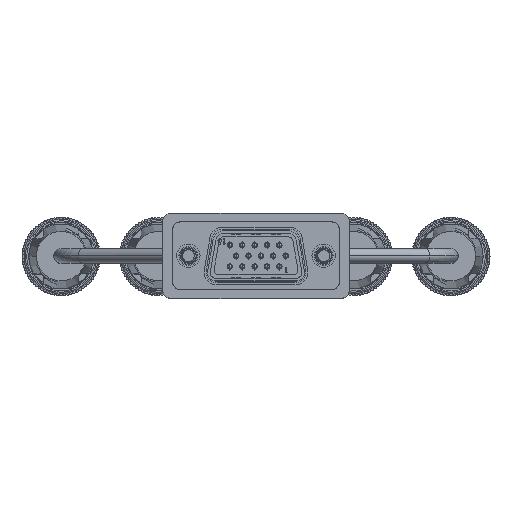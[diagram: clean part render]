
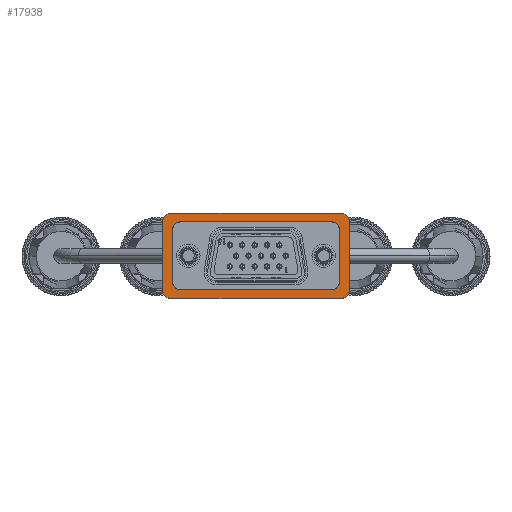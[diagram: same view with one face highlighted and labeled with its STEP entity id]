
A CAD part, top view. The second image highlights one B-rep face of the part: STEP entity #17938.
In plain terms, the highlighted face is planar.
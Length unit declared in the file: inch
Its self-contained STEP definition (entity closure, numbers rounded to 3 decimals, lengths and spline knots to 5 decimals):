
#17004 = VERTEX_POINT ( 'NONE', #23325 ) ;
#17008 = EDGE_CURVE ( 'NONE', #17010, #17004, #23314, .T. ) ;
#17010 = VERTEX_POINT ( 'NONE', #23453 ) ;
#17103 = EDGE_CURVE ( 'NONE', #17127, #17148, #23671, .T. ) ;
#17127 = VERTEX_POINT ( 'NONE', #23601 ) ;
#17132 = EDGE_CURVE ( 'NONE', #17127, #17004, #23743, .T. ) ;
#17148 = VERTEX_POINT ( 'NONE', #23700 ) ;
#17520 = VERTEX_POINT ( 'NONE', #24597 ) ;
#17524 = EDGE_CURVE ( 'NONE', #17558, #17520, #24591, .T. ) ;
#17531 = VERTEX_POINT ( 'NONE', #24557 ) ;
#17558 = VERTEX_POINT ( 'NONE', #24631 ) ;
#17628 = EDGE_CURVE ( 'NONE', #17531, #17558, #24914, .T. ) ;
#17642 = EDGE_CURVE ( 'NONE', #17644, #17531, #24867, .T. ) ;
#17644 = VERTEX_POINT ( 'NONE', #25006 ) ;
#17762 = EDGE_CURVE ( 'NONE', #17520, #17010, #25202, .T. ) ;
#17779 = EDGE_LOOP ( 'NONE', ( #17781, #17891, #17897, #17903, #17909, #17915, #17878, #17881 ) ) ;
#17781 = ORIENTED_EDGE ( 'NONE', *, *, #17783, .F. ) ;
#17783 = EDGE_CURVE ( 'NONE', #17785, #17889, #25353, .T. ) ;
#17785 = VERTEX_POINT ( 'NONE', #25343 ) ;
#17810 = EDGE_CURVE ( 'NONE', #17644, #17148, #25284, .T. ) ;
#17876 = VERTEX_POINT ( 'NONE', #25557 ) ;
#17878 = ORIENTED_EDGE ( 'NONE', *, *, #17879, .F. ) ;
#17879 = EDGE_CURVE ( 'NONE', #17880, #17876, #25547, .T. ) ;
#17880 = VERTEX_POINT ( 'NONE', #25539 ) ;
#17881 = ORIENTED_EDGE ( 'NONE', *, *, #17882, .F. ) ;
#17882 = EDGE_CURVE ( 'NONE', #17889, #17880, #25522, .T. ) ;
#17883 = EDGE_LOOP ( 'NONE', ( #17884, #17885, #17886, #17887, #17999, #18000, #18001, #18003 ) ) ;
#17884 = ORIENTED_EDGE ( 'NONE', *, *, #17132, .F. ) ;
#17885 = ORIENTED_EDGE ( 'NONE', *, *, #17103, .T. ) ;
#17886 = ORIENTED_EDGE ( 'NONE', *, *, #17810, .F. ) ;
#17887 = ORIENTED_EDGE ( 'NONE', *, *, #17642, .T. ) ;
#17889 = VERTEX_POINT ( 'NONE', #25509 ) ;
#17891 = ORIENTED_EDGE ( 'NONE', *, *, #17892, .F. ) ;
#17892 = EDGE_CURVE ( 'NONE', #17895, #17785, #25507, .T. ) ;
#17895 = VERTEX_POINT ( 'NONE', #25696 ) ;
#17897 = ORIENTED_EDGE ( 'NONE', *, *, #17899, .F. ) ;
#17899 = EDGE_CURVE ( 'NONE', #17901, #17895, #25688, .T. ) ;
#17901 = VERTEX_POINT ( 'NONE', #25680 ) ;
#17903 = ORIENTED_EDGE ( 'NONE', *, *, #17905, .F. ) ;
#17905 = EDGE_CURVE ( 'NONE', #17907, #17901, #25673, .T. ) ;
#17907 = VERTEX_POINT ( 'NONE', #25665 ) ;
#17909 = ORIENTED_EDGE ( 'NONE', *, *, #17911, .F. ) ;
#17911 = EDGE_CURVE ( 'NONE', #17913, #17907, #25659, .T. ) ;
#17913 = VERTEX_POINT ( 'NONE', #25652 ) ;
#17915 = ORIENTED_EDGE ( 'NONE', *, *, #17917, .F. ) ;
#17917 = EDGE_CURVE ( 'NONE', #17876, #17913, #25639, .T. ) ;
#17938 = ADVANCED_FACE ( 'NONE', ( #25786, #25785 ), #25783, .F. ) ;
#17999 = ORIENTED_EDGE ( 'NONE', *, *, #17628, .T. ) ;
#18000 = ORIENTED_EDGE ( 'NONE', *, *, #17524, .T. ) ;
#18001 = ORIENTED_EDGE ( 'NONE', *, *, #17762, .T. ) ;
#18003 = ORIENTED_EDGE ( 'NONE', *, *, #17008, .T. ) ;
#23308 = DIRECTION ( 'NONE',  ( 1., 0., 0. ) ) ;
#23309 = DIRECTION ( 'NONE',  ( 0., 0., -1. ) ) ;
#23311 = CARTESIAN_POINT ( 'NONE',  ( -0.6185, -0.2485, -0.6975 ) ) ;
#23313 = AXIS2_PLACEMENT_3D ( 'NONE', #23311, #23309, #23308 ) ;
#23314 = CIRCLE ( 'NONE', #23313, 0.06 ) ;
#23325 = CARTESIAN_POINT ( 'NONE',  ( -0.6785, -0.2485, -0.6975 ) ) ;
#23453 = CARTESIAN_POINT ( 'NONE',  ( -0.6185, -0.3085, -0.6975 ) ) ;
#23535 = CARTESIAN_POINT ( 'NONE',  ( -0.6185, 0.2485, -0.6975 ) ) ;
#23601 = CARTESIAN_POINT ( 'NONE',  ( -0.6785, 0.2485, -0.6975 ) ) ;
#23667 = DIRECTION ( 'NONE',  ( 1., 0., 0. ) ) ;
#23669 = DIRECTION ( 'NONE',  ( 0., 0., -1. ) ) ;
#23670 = AXIS2_PLACEMENT_3D ( 'NONE', #23535, #23669, #23667 ) ;
#23671 = CIRCLE ( 'NONE', #23670, 0.06 ) ;
#23700 = CARTESIAN_POINT ( 'NONE',  ( -0.6185, 0.3085, -0.6975 ) ) ;
#23738 = DIRECTION ( 'NONE',  ( 0., -1., 0. ) ) ;
#23740 = VECTOR ( 'NONE', #23738, 39.37008 ) ;
#23741 = CARTESIAN_POINT ( 'NONE',  ( -0.6785, 0.3085, -0.6975 ) ) ;
#23743 = LINE ( 'NONE', #23741, #23740 ) ;
#24557 = CARTESIAN_POINT ( 'NONE',  ( 0.6785, 0.2485, -0.6975 ) ) ;
#24584 = DIRECTION ( 'NONE',  ( 1., 0., 0. ) ) ;
#24586 = DIRECTION ( 'NONE',  ( 0., 0., -1. ) ) ;
#24588 = CARTESIAN_POINT ( 'NONE',  ( 0.6185, -0.2485, -0.6975 ) ) ;
#24589 = AXIS2_PLACEMENT_3D ( 'NONE', #24588, #24586, #24584 ) ;
#24591 = CIRCLE ( 'NONE', #24589, 0.06 ) ;
#24597 = CARTESIAN_POINT ( 'NONE',  ( 0.6185, -0.3085, -0.6975 ) ) ;
#24631 = CARTESIAN_POINT ( 'NONE',  ( 0.6785, -0.2485, -0.6975 ) ) ;
#24860 = DIRECTION ( 'NONE',  ( 1., 0., 0. ) ) ;
#24862 = DIRECTION ( 'NONE',  ( 0., 0., -1. ) ) ;
#24864 = CARTESIAN_POINT ( 'NONE',  ( 0.6185, 0.2485, -0.6975 ) ) ;
#24865 = AXIS2_PLACEMENT_3D ( 'NONE', #24864, #24862, #24860 ) ;
#24867 = CIRCLE ( 'NONE', #24865, 0.06 ) ;
#24901 = DIRECTION ( 'NONE',  ( 0., -1., 0. ) ) ;
#24903 = VECTOR ( 'NONE', #24901, 39.37008 ) ;
#24905 = CARTESIAN_POINT ( 'NONE',  ( 0.6785, 0.3085, -0.6975 ) ) ;
#24914 = LINE ( 'NONE', #24905, #24903 ) ;
#25006 = CARTESIAN_POINT ( 'NONE',  ( 0.6185, 0.3085, -0.6975 ) ) ;
#25193 = DIRECTION ( 'NONE',  ( -1., 0., 0. ) ) ;
#25195 = VECTOR ( 'NONE', #25193, 39.37008 ) ;
#25199 = CARTESIAN_POINT ( 'NONE',  ( -0.6785, -0.3085, -0.6975 ) ) ;
#25202 = LINE ( 'NONE', #25199, #25195 ) ;
#25284 = LINE ( 'NONE', #25503, #25502 ) ;
#25343 = CARTESIAN_POINT ( 'NONE',  ( 0.6075, 0.188, -0.6975 ) ) ;
#25347 = DIRECTION ( 'NONE',  ( 0., -1., 0. ) ) ;
#25349 = VECTOR ( 'NONE', #25347, 39.37008 ) ;
#25351 = CARTESIAN_POINT ( 'NONE',  ( 0.6075, 0.188, -0.6975 ) ) ;
#25353 = LINE ( 'NONE', #25351, #25349 ) ;
#25500 = DIRECTION ( 'NONE',  ( -1., 0., 0. ) ) ;
#25502 = VECTOR ( 'NONE', #25500, 39.37008 ) ;
#25503 = CARTESIAN_POINT ( 'NONE',  ( -0.6785, 0.3085, -0.6975 ) ) ;
#25507 = CIRCLE ( 'NONE', #25705, 0.06 ) ;
#25509 = CARTESIAN_POINT ( 'NONE',  ( 0.6075, -0.188, -0.6975 ) ) ;
#25512 = DIRECTION ( 'NONE',  ( 1., 0., 0. ) ) ;
#25514 = DIRECTION ( 'NONE',  ( 0., 0., -1. ) ) ;
#25517 = CARTESIAN_POINT ( 'NONE',  ( 0.5475, -0.188, -0.6975 ) ) ;
#25520 = AXIS2_PLACEMENT_3D ( 'NONE', #25517, #25514, #25512 ) ;
#25522 = CIRCLE ( 'NONE', #25520, 0.06 ) ;
#25539 = CARTESIAN_POINT ( 'NONE',  ( 0.5475, -0.248, -0.6975 ) ) ;
#25542 = DIRECTION ( 'NONE',  ( -1., 0., 0. ) ) ;
#25543 = VECTOR ( 'NONE', #25542, 39.37008 ) ;
#25545 = CARTESIAN_POINT ( 'NONE',  ( 0.5475, -0.248, -0.6975 ) ) ;
#25547 = LINE ( 'NONE', #25545, #25543 ) ;
#25557 = CARTESIAN_POINT ( 'NONE',  ( -0.5475, -0.248, -0.6975 ) ) ;
#25628 = DIRECTION ( 'NONE',  ( 1., 0., 0. ) ) ;
#25632 = DIRECTION ( 'NONE',  ( 0., 0., -1. ) ) ;
#25634 = CARTESIAN_POINT ( 'NONE',  ( -0.5475, -0.188, -0.6975 ) ) ;
#25637 = AXIS2_PLACEMENT_3D ( 'NONE', #25634, #25632, #25628 ) ;
#25639 = CIRCLE ( 'NONE', #25637, 0.06 ) ;
#25652 = CARTESIAN_POINT ( 'NONE',  ( -0.6075, -0.188, -0.6975 ) ) ;
#25655 = DIRECTION ( 'NONE',  ( 0., 1., 0. ) ) ;
#25657 = VECTOR ( 'NONE', #25655, 39.37008 ) ;
#25658 = CARTESIAN_POINT ( 'NONE',  ( -0.6075, 0.188, -0.6975 ) ) ;
#25659 = LINE ( 'NONE', #25658, #25657 ) ;
#25665 = CARTESIAN_POINT ( 'NONE',  ( -0.6075, 0.188, -0.6975 ) ) ;
#25667 = DIRECTION ( 'NONE',  ( -1., 0., 0. ) ) ;
#25669 = DIRECTION ( 'NONE',  ( 0., 0., -1. ) ) ;
#25670 = CARTESIAN_POINT ( 'NONE',  ( -0.5475, 0.188, -0.6975 ) ) ;
#25671 = AXIS2_PLACEMENT_3D ( 'NONE', #25670, #25669, #25667 ) ;
#25673 = CIRCLE ( 'NONE', #25671, 0.06 ) ;
#25680 = CARTESIAN_POINT ( 'NONE',  ( -0.5475, 0.248, -0.6975 ) ) ;
#25683 = DIRECTION ( 'NONE',  ( 1., 0., 0. ) ) ;
#25685 = VECTOR ( 'NONE', #25683, 39.37008 ) ;
#25687 = CARTESIAN_POINT ( 'NONE',  ( 0.5475, 0.248, -0.6975 ) ) ;
#25688 = LINE ( 'NONE', #25687, #25685 ) ;
#25696 = CARTESIAN_POINT ( 'NONE',  ( 0.5475, 0.248, -0.6975 ) ) ;
#25699 = DIRECTION ( 'NONE',  ( 1., 0., 0. ) ) ;
#25701 = DIRECTION ( 'NONE',  ( 0., 0., -1. ) ) ;
#25703 = CARTESIAN_POINT ( 'NONE',  ( 0.5475, 0.188, -0.6975 ) ) ;
#25705 = AXIS2_PLACEMENT_3D ( 'NONE', #25703, #25701, #25699 ) ;
#25772 = DIRECTION ( 'NONE',  ( 1., 0., 0. ) ) ;
#25774 = DIRECTION ( 'NONE',  ( 0., 0., 1. ) ) ;
#25776 = AXIS2_PLACEMENT_3D ( 'NONE', #25782, #25774, #25772 ) ;
#25782 = CARTESIAN_POINT ( 'NONE',  ( -0.6785, 0.3085, -0.6975 ) ) ;
#25783 = PLANE ( 'NONE',  #25776 ) ;
#25785 = FACE_OUTER_BOUND ( 'NONE', #17883, .T. ) ;
#25786 = FACE_BOUND ( 'NONE', #17779, .T. ) ;
